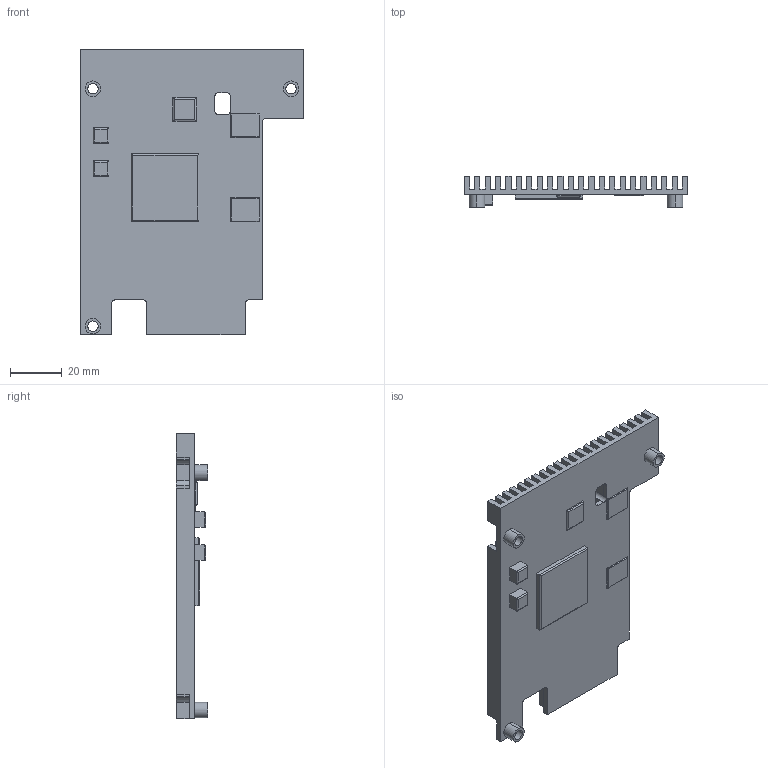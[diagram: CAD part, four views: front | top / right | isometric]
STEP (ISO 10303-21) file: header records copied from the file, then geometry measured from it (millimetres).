
FILE_DESCRIPTION((''),'2;1');
FILE_NAME('KAHS_MAIN_1','2012-08-17T',('Admin'),(''),'PRO/ENGINEER BY PARAMETRIC TECHNOLOGY CORPORATION, 2010180','PRO/ENGINEER BY PARAMETRIC TECHNOLOGY CORPORATION, 2010180','');
FILE_SCHEMA(('CONFIG_CONTROL_DESIGN'));
Length unit declared in the file: millimetre
Products named in the file (1): KAHS_MAIN_1
Bounding box: 86 x 12 x 110 mm (x, y, z)
Volume: 36590.5 mm3; surface area: 37095.8 mm2
Topology: 1 solids, 1 shells, 216 faces, 585 edges, 381 vertices
Faces by surface type: plane 162, cylinder 54
Entity records: 6843 total; most frequent: CARTESIAN_POINT 1346, ORIENTED_EDGE 1170, DIRECTION 1053, EDGE_CURVE 585, VECTOR 501, LINE 501, VERTEX_POINT 381, AXIS2_PLACEMENT_3D 276
